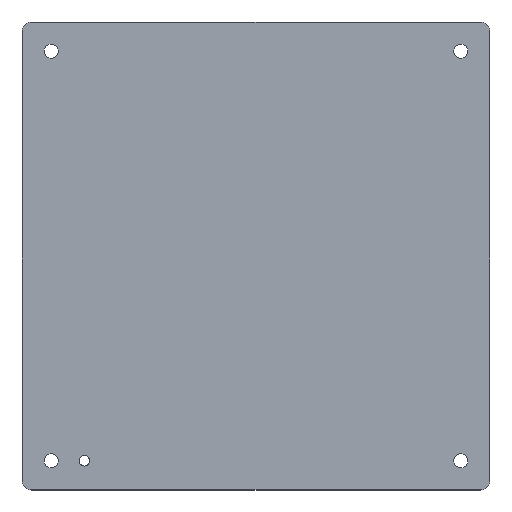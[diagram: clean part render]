
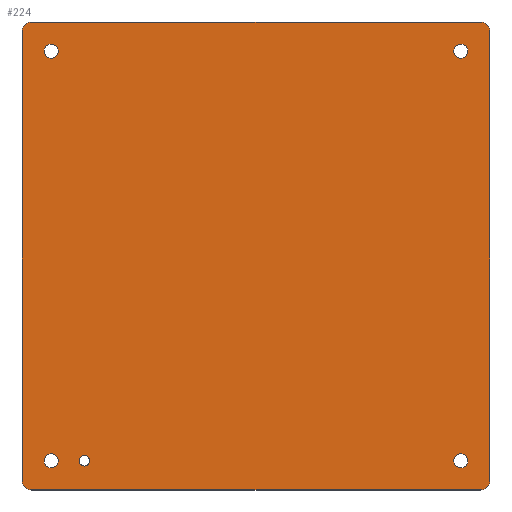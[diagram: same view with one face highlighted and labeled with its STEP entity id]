
A CAD part, top view. The second image highlights one B-rep face of the part: STEP entity #224.
In plain terms, the highlighted planar face has unit normal (0, 0, 1).
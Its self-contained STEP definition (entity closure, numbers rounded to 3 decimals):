
#62=AXIS2_PLACEMENT_3D('Circle Axis2P3D',#60,#61,$) ;
#75=AXIS2_PLACEMENT_3D('Plane Axis2P3D',#72,#73,#74) ;
#79=AXIS2_PLACEMENT_3D('Circle Axis2P3D',#77,#78,$) ;
#95=AXIS2_PLACEMENT_3D('Circle Axis2P3D',#93,#94,$) ;
#109=AXIS2_PLACEMENT_3D('Circle Axis2P3D',#107,#108,$) ;
#123=AXIS2_PLACEMENT_3D('Circle Axis2P3D',#121,#122,$) ;
#145=AXIS2_PLACEMENT_3D('Circle Axis2P3D',#143,#144,$) ;
#154=AXIS2_PLACEMENT_3D('Circle Axis2P3D',#152,#153,$) ;
#163=AXIS2_PLACEMENT_3D('Circle Axis2P3D',#161,#162,$) ;
#172=AXIS2_PLACEMENT_3D('Circle Axis2P3D',#170,#171,$) ;
#181=AXIS2_PLACEMENT_3D('Circle Axis2P3D',#179,#180,$) ;
#190=AXIS2_PLACEMENT_3D('Circle Axis2P3D',#188,#189,$) ;
#199=AXIS2_PLACEMENT_3D('Circle Axis2P3D',#197,#198,$) ;
#208=AXIS2_PLACEMENT_3D('Circle Axis2P3D',#206,#207,$) ;
#217=AXIS2_PLACEMENT_3D('Circle Axis2P3D',#215,#216,$) ;
#43=CARTESIAN_POINT('Vertex',(29.3,15.,1.5)) ;
#57=CARTESIAN_POINT('Vertex',(34.7,15.,1.5)) ;
#60=CARTESIAN_POINT('Axis2P3D Location',(32.,15.,1.5)) ;
#72=CARTESIAN_POINT('Axis2P3D Location',(0.,0.,1.5)) ;
#77=CARTESIAN_POINT('Axis2P3D Location',(5.,235.,1.5)) ;
#81=CARTESIAN_POINT('Vertex',(5.,240.,1.5)) ;
#83=CARTESIAN_POINT('Vertex',(0.,235.,1.5)) ;
#86=CARTESIAN_POINT('Line Origine',(0.,120.,1.5)) ;
#90=CARTESIAN_POINT('Vertex',(0.,5.,1.5)) ;
#93=CARTESIAN_POINT('Axis2P3D Location',(5.,5.,1.5)) ;
#97=CARTESIAN_POINT('Vertex',(5.,0.,1.5)) ;
#100=CARTESIAN_POINT('Line Origine',(120.,0.,1.5)) ;
#104=CARTESIAN_POINT('Vertex',(235.,0.,1.5)) ;
#107=CARTESIAN_POINT('Axis2P3D Location',(235.,5.,1.5)) ;
#111=CARTESIAN_POINT('Vertex',(240.,5.,1.5)) ;
#114=CARTESIAN_POINT('Line Origine',(240.,120.,1.5)) ;
#118=CARTESIAN_POINT('Vertex',(240.,235.,1.5)) ;
#121=CARTESIAN_POINT('Axis2P3D Location',(235.,235.,1.5)) ;
#125=CARTESIAN_POINT('Vertex',(235.,240.,1.5)) ;
#128=CARTESIAN_POINT('Line Origine',(120.,240.,1.5)) ;
#143=CARTESIAN_POINT('Axis2P3D Location',(32.,15.,1.5)) ;
#152=CARTESIAN_POINT('Axis2P3D Location',(15.,225.,1.5)) ;
#156=CARTESIAN_POINT('Vertex',(11.4,225.,1.5)) ;
#158=CARTESIAN_POINT('Vertex',(18.6,225.,1.5)) ;
#161=CARTESIAN_POINT('Axis2P3D Location',(15.,225.,1.5)) ;
#170=CARTESIAN_POINT('Axis2P3D Location',(225.,225.,1.5)) ;
#174=CARTESIAN_POINT('Vertex',(228.6,225.,1.5)) ;
#176=CARTESIAN_POINT('Vertex',(221.4,225.,1.5)) ;
#179=CARTESIAN_POINT('Axis2P3D Location',(225.,225.,1.5)) ;
#188=CARTESIAN_POINT('Axis2P3D Location',(15.,15.,1.5)) ;
#192=CARTESIAN_POINT('Vertex',(18.6,15.,1.5)) ;
#194=CARTESIAN_POINT('Vertex',(11.4,15.,1.5)) ;
#197=CARTESIAN_POINT('Axis2P3D Location',(15.,15.,1.5)) ;
#206=CARTESIAN_POINT('Axis2P3D Location',(225.,15.,1.5)) ;
#210=CARTESIAN_POINT('Vertex',(228.6,15.,1.5)) ;
#212=CARTESIAN_POINT('Vertex',(221.4,15.,1.5)) ;
#215=CARTESIAN_POINT('Axis2P3D Location',(225.,15.,1.5)) ;
#61=DIRECTION('Axis2P3D Direction',(0.,-0.,-1.)) ;
#73=DIRECTION('Axis2P3D Direction',(0.,0.,1.)) ;
#74=DIRECTION('Axis2P3D XDirection',(1.,0.,0.)) ;
#78=DIRECTION('Axis2P3D Direction',(0.,0.,1.)) ;
#87=DIRECTION('Vector Direction',(0.,-1.,0.)) ;
#94=DIRECTION('Axis2P3D Direction',(0.,0.,1.)) ;
#101=DIRECTION('Vector Direction',(-1.,0.,0.)) ;
#108=DIRECTION('Axis2P3D Direction',(0.,0.,1.)) ;
#115=DIRECTION('Vector Direction',(0.,1.,0.)) ;
#122=DIRECTION('Axis2P3D Direction',(0.,0.,1.)) ;
#129=DIRECTION('Vector Direction',(1.,0.,0.)) ;
#144=DIRECTION('Axis2P3D Direction',(0.,0.,1.)) ;
#153=DIRECTION('Axis2P3D Direction',(0.,0.,1.)) ;
#162=DIRECTION('Axis2P3D Direction',(0.,0.,1.)) ;
#171=DIRECTION('Axis2P3D Direction',(0.,0.,1.)) ;
#180=DIRECTION('Axis2P3D Direction',(0.,0.,1.)) ;
#189=DIRECTION('Axis2P3D Direction',(0.,0.,1.)) ;
#198=DIRECTION('Axis2P3D Direction',(0.,0.,1.)) ;
#207=DIRECTION('Axis2P3D Direction',(0.,0.,1.)) ;
#216=DIRECTION('Axis2P3D Direction',(0.,0.,1.)) ;
#88=VECTOR('Line Direction',#87,1.) ;
#102=VECTOR('Line Direction',#101,1.) ;
#116=VECTOR('Line Direction',#115,1.) ;
#130=VECTOR('Line Direction',#129,1.) ;
#134=ORIENTED_EDGE('',*,*,#85,.T.) ;
#135=ORIENTED_EDGE('',*,*,#92,.T.) ;
#136=ORIENTED_EDGE('',*,*,#99,.T.) ;
#137=ORIENTED_EDGE('',*,*,#106,.T.) ;
#138=ORIENTED_EDGE('',*,*,#113,.T.) ;
#139=ORIENTED_EDGE('',*,*,#120,.T.) ;
#140=ORIENTED_EDGE('',*,*,#127,.T.) ;
#141=ORIENTED_EDGE('',*,*,#132,.T.) ;
#149=ORIENTED_EDGE('',*,*,#147,.F.) ;
#150=ORIENTED_EDGE('',*,*,#64,.F.) ;
#167=ORIENTED_EDGE('',*,*,#160,.F.) ;
#168=ORIENTED_EDGE('',*,*,#165,.F.) ;
#185=ORIENTED_EDGE('',*,*,#178,.F.) ;
#186=ORIENTED_EDGE('',*,*,#183,.F.) ;
#203=ORIENTED_EDGE('',*,*,#196,.F.) ;
#204=ORIENTED_EDGE('',*,*,#201,.F.) ;
#221=ORIENTED_EDGE('',*,*,#214,.F.) ;
#222=ORIENTED_EDGE('',*,*,#219,.F.) ;
#151=FACE_BOUND('',#148,.T.) ;
#169=FACE_BOUND('',#166,.T.) ;
#187=FACE_BOUND('',#184,.T.) ;
#205=FACE_BOUND('',#202,.T.) ;
#223=FACE_BOUND('',#220,.T.) ;
#224=ADVANCED_FACE('Koerper.2',(#142,#151,#169,#187,#205,#223),#76,.T.) ;
#63=CIRCLE('generated circle',#62,2.7) ;
#80=CIRCLE('generated circle',#79,5.) ;
#96=CIRCLE('generated circle',#95,5.) ;
#110=CIRCLE('generated circle',#109,5.) ;
#124=CIRCLE('generated circle',#123,5.) ;
#146=CIRCLE('generated circle',#145,2.7) ;
#155=CIRCLE('generated circle',#154,3.6) ;
#164=CIRCLE('generated circle',#163,3.6) ;
#173=CIRCLE('generated circle',#172,3.6) ;
#182=CIRCLE('generated circle',#181,3.6) ;
#191=CIRCLE('generated circle',#190,3.6) ;
#200=CIRCLE('generated circle',#199,3.6) ;
#209=CIRCLE('generated circle',#208,3.6) ;
#218=CIRCLE('generated circle',#217,3.6) ;
#64=EDGE_CURVE('',#58,#44,#63,.F.) ;
#85=EDGE_CURVE('',#82,#84,#80,.T.) ;
#92=EDGE_CURVE('',#84,#91,#89,.T.) ;
#99=EDGE_CURVE('',#91,#98,#96,.T.) ;
#106=EDGE_CURVE('',#98,#105,#103,.F.) ;
#113=EDGE_CURVE('',#105,#112,#110,.T.) ;
#120=EDGE_CURVE('',#112,#119,#117,.T.) ;
#127=EDGE_CURVE('',#119,#126,#124,.T.) ;
#132=EDGE_CURVE('',#126,#82,#131,.F.) ;
#147=EDGE_CURVE('',#44,#58,#146,.T.) ;
#160=EDGE_CURVE('',#157,#159,#155,.T.) ;
#165=EDGE_CURVE('',#159,#157,#164,.T.) ;
#178=EDGE_CURVE('',#175,#177,#173,.T.) ;
#183=EDGE_CURVE('',#177,#175,#182,.T.) ;
#196=EDGE_CURVE('',#193,#195,#191,.T.) ;
#201=EDGE_CURVE('',#195,#193,#200,.T.) ;
#214=EDGE_CURVE('',#211,#213,#209,.T.) ;
#219=EDGE_CURVE('',#213,#211,#218,.T.) ;
#133=EDGE_LOOP('',(#134,#135,#136,#137,#138,#139,#140,#141)) ;
#148=EDGE_LOOP('',(#149,#150)) ;
#166=EDGE_LOOP('',(#167,#168)) ;
#184=EDGE_LOOP('',(#185,#186)) ;
#202=EDGE_LOOP('',(#203,#204)) ;
#220=EDGE_LOOP('',(#221,#222)) ;
#142=FACE_OUTER_BOUND('',#133,.T.) ;
#89=LINE('Line',#86,#88) ;
#103=LINE('Line',#100,#102) ;
#117=LINE('Line',#114,#116) ;
#131=LINE('Line',#128,#130) ;
#76=PLANE('',#75) ;
#44=VERTEX_POINT('',#43) ;
#58=VERTEX_POINT('',#57) ;
#82=VERTEX_POINT('',#81) ;
#84=VERTEX_POINT('',#83) ;
#91=VERTEX_POINT('',#90) ;
#98=VERTEX_POINT('',#97) ;
#105=VERTEX_POINT('',#104) ;
#112=VERTEX_POINT('',#111) ;
#119=VERTEX_POINT('',#118) ;
#126=VERTEX_POINT('',#125) ;
#157=VERTEX_POINT('',#156) ;
#159=VERTEX_POINT('',#158) ;
#175=VERTEX_POINT('',#174) ;
#177=VERTEX_POINT('',#176) ;
#193=VERTEX_POINT('',#192) ;
#195=VERTEX_POINT('',#194) ;
#211=VERTEX_POINT('',#210) ;
#213=VERTEX_POINT('',#212) ;
